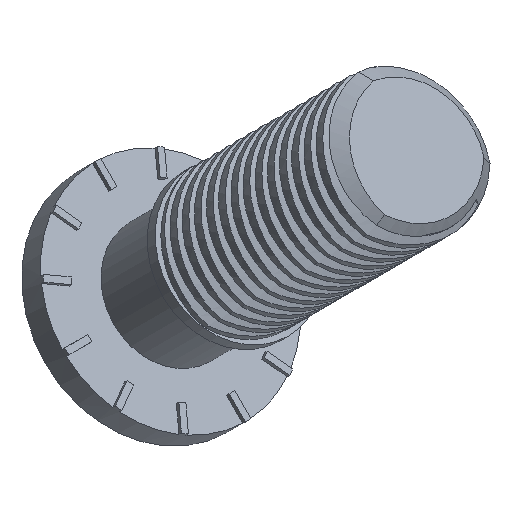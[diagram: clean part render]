
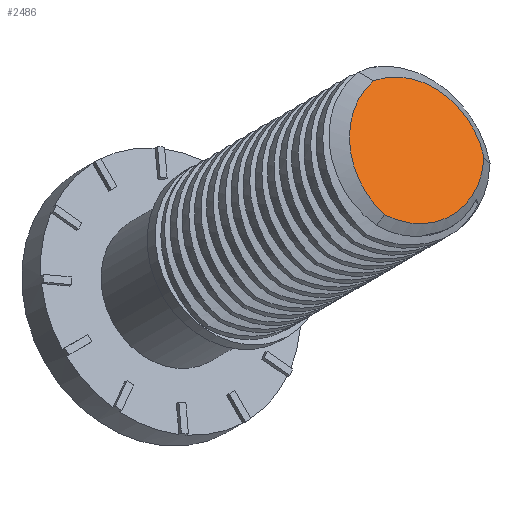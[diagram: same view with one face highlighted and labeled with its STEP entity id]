
A CAD part, isometric view. The second image highlights one B-rep face of the part: STEP entity #2486.
In plain terms, the highlighted planar face has unit normal (0, -0.707, 0.707).
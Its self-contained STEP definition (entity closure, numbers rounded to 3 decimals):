
#479 = EDGE_CURVE ( 'NONE', #1621, #1772, #5024, .T. ) ;
#555 = DIRECTION ( 'NONE',  ( 0., -0.707, 0.707 ) ) ;
#735 = DIRECTION ( 'NONE',  ( 0., -0.707, 0.707 ) ) ;
#893 = EDGE_CURVE ( 'NONE', #915, #1621, #8397, .T. ) ;
#915 = VERTEX_POINT ( 'NONE', #2171 ) ;
#1008 = FACE_OUTER_BOUND ( 'NONE', #8450, .T. ) ;
#1184 = DIRECTION ( 'NONE',  ( 0., -0.707, 0.707 ) ) ;
#1217 = CIRCLE ( 'NONE', #3254, 5.5 ) ;
#1621 = VERTEX_POINT ( 'NONE', #5815 ) ;
#1772 = VERTEX_POINT ( 'NONE', #5581 ) ;
#2027 = EDGE_CURVE ( 'NONE', #1772, #915, #1217, .T. ) ;
#2171 = CARTESIAN_POINT ( 'NONE',  ( 4.324, -30.153, 40.427 ) ) ;
#2486 = ADVANCED_FACE ( 'NONE', ( #1008 ), #2785, .T. ) ;
#2586 = CARTESIAN_POINT ( 'NONE',  ( 0.001, -27.748, 42.832 ) ) ;
#2785 = PLANE ( 'NONE',  #4745 ) ;
#3254 = AXIS2_PLACEMENT_3D ( 'NONE', #2586, #1184, #5737 ) ;
#3780 = CARTESIAN_POINT ( 'NONE',  ( -0.783, -28.708, 41.872 ) ) ;
#4101 = DIRECTION ( 'NONE',  ( 0., -0.707, -0.707 ) ) ;
#4144 = CARTESIAN_POINT ( 'NONE',  ( 0., -35.29, 35.29 ) ) ;
#4745 = AXIS2_PLACEMENT_3D ( 'NONE', #4144, #6118, #4101 ) ;
#5024 = CIRCLE ( 'NONE', #7512, 5.5 ) ;
#5581 = CARTESIAN_POINT ( 'NONE',  ( -4.321, -30.153, 40.427 ) ) ;
#5593 = ORIENTED_EDGE ( 'NONE', *, *, #2027, .T. ) ;
#5737 = DIRECTION ( 'NONE',  ( 0., -0.707, -0.707 ) ) ;
#5810 = ORIENTED_EDGE ( 'NONE', *, *, #479, .T. ) ;
#5815 = CARTESIAN_POINT ( 'NONE',  ( 0.001, -24.858, 45.721 ) ) ;
#6118 = DIRECTION ( 'NONE',  ( 0., -0.707, 0.707 ) ) ;
#6653 = DIRECTION ( 'NONE',  ( 0., -0.707, -0.707 ) ) ;
#7026 = AXIS2_PLACEMENT_3D ( 'NONE', #3780, #555, #6653 ) ;
#7042 = ORIENTED_EDGE ( 'NONE', *, *, #893, .T. ) ;
#7512 = AXIS2_PLACEMENT_3D ( 'NONE', #7740, #735, #8430 ) ;
#7740 = CARTESIAN_POINT ( 'NONE',  ( 0.785, -28.708, 41.872 ) ) ;
#8397 = CIRCLE ( 'NONE', #7026, 5.5 ) ;
#8430 = DIRECTION ( 'NONE',  ( 0., -0.707, -0.707 ) ) ;
#8450 = EDGE_LOOP ( 'NONE', ( #5593, #7042, #5810 ) ) ;
